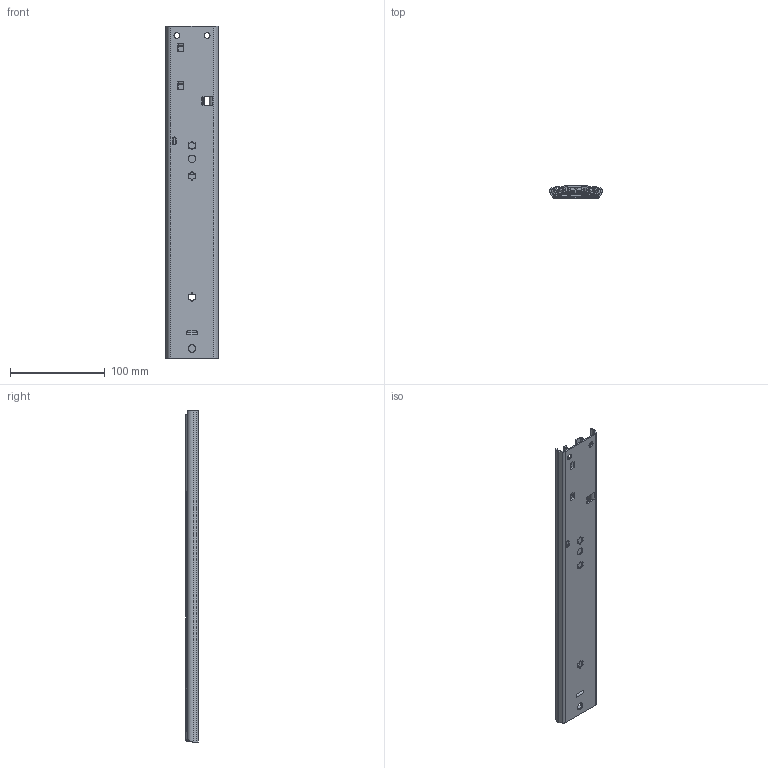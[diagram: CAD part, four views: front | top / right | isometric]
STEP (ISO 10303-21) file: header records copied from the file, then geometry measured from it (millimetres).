
FILE_DESCRIPTION(/* description */ ('Master Profielschetsen + Parameters'),/* implementation_level */ '2;1');
FILE_NAME(/* name */ '103-R92-03-in.stp',/* time_stamp */ '2015-05-06T11:04:40+02:00',/* author */ ('w.jans'),/* organization */ (''),/* preprocessor_version */ 'ST-DEVELOPER v15.6',/* originating_system */ 'Autodesk Inventor 2015',/* authorisation */ '');
FILE_SCHEMA (('AUTOMOTIVE_DESIGN { 1 0 10303 214 3 1 1 }'));
Length unit declared in the file: millimetre
Products named in the file (14): E000018913; E000018914; E000018925; E000018926; E000018922; E000018921; E000018916; E000018924; E000018917; E000018919; E000018920; E000018918; E000018923; E000018912
Assembly tree (51 placements, depth 3):
  E000018912
    E000018913
    E000018925
      E000018914
    E000018921
      E000018926
      E000018922  x18
    E000018924
      E000018916
    E000018920
      E000018917
      E000018919  x22
    E000018923
      E000018918
Bounding box: 55.3 x 12.75 x 350 mm (x, y, z)
Volume: 86583.4 mm3; surface area: 135862.1 mm2
Topology: 45 solids, 45 shells, 1127 faces, 3526 edges, 2556 vertices
Faces by surface type: plane 566, cylinder 473, sphere 40, cone 36, bspline 12
Full cylindrical faces by diameter (mm): 4.76 x22, 5.56 x18, 6 x2, 8 x4, 12 x3
Entity records: 40169 total; most frequent: CARTESIAN_POINT 9091, DIRECTION 6541, ORIENTED_EDGE 6326, EDGE_CURVE 3163, AXIS2_PLACEMENT_3D 2194, LINE 2153, VECTOR 2153, VERTEX_POINT 2088
